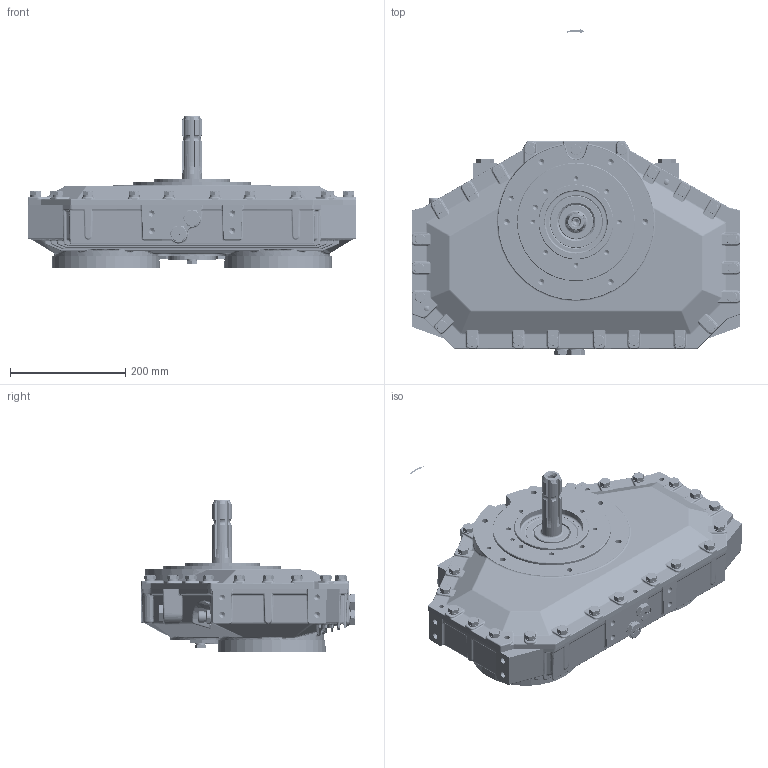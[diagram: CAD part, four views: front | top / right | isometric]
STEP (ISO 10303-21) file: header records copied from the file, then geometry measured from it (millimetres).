
FILE_DESCRIPTION (( 'STEP AP214' ), '1' );
FILE_NAME ('1029015D.STEP', '2015-07-01T13:42:13', ( '' ), ( '' ), 'SwSTEP 2.0', 'SolidWorks 2010', '' );
FILE_SCHEMA (( 'AUTOMOTIVE_DESIGN' ));
Length unit declared in the file: millimetre
Products named in the file (9): ITB00310000_rev01-installation; ITam220-002_rev00-installation; IT2021217_rev05-installation; IT4588040_rev00-installation; IT1041031_rev00-installation; ITam220-018_rev00-installation; IT1041358_rev00-installation; IT0000200_rev00-installation; 1029015D
Assembly tree (10 placements, depth 2):
  1029015D
    IT1041031_rev00-installation  x2
    ITam220-018_rev00-installation
    ITB00310000_rev01-installation
    IT1041358_rev00-installation
    IT0000200_rev00-installation
    IT2021217_rev05-installation  x2
    ITam220-002_rev00-installation
    IT4588040_rev00-installation
Bounding box: 570 x 565.04 x 262.5 mm (x, y, z)
Volume: 16866523.9 mm3; surface area: 1850657.1 mm2
Topology: 125 solids, 137 shells, 6742 faces, 16346 edges, 10072 vertices
Faces by surface type: plane 2298, cylinder 2131, bspline 1429, cone 469, torus 285, sphere 130
Entity records: 280971 total; most frequent: CARTESIAN_POINT 86462, ORIENTED_EDGE 27907, DIRECTION 24953, EDGE_CURVE 13959, AXIS2_PLACEMENT_3D 9272, VERTEX_POINT 8642, EDGE_LOOP 6440, VECTOR 6409
